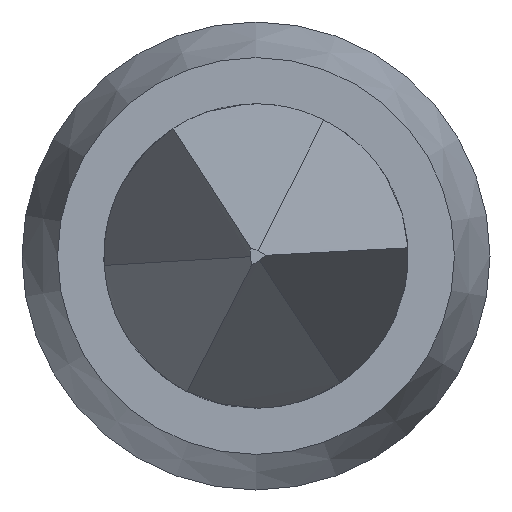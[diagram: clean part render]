
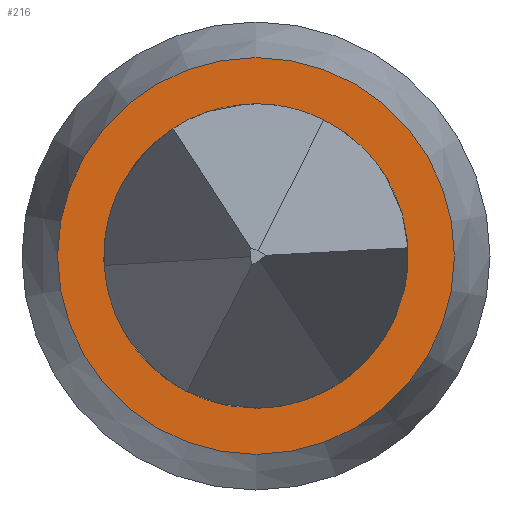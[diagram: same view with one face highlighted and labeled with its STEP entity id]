
A CAD part, left-side view. The second image highlights one B-rep face of the part: STEP entity #216.
In plain terms, the highlighted planar face has unit normal (-1, 0, 0).
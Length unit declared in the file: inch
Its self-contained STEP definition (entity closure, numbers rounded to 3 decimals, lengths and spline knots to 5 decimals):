
#35 = DIRECTION ( 'NONE',  ( 1., 0., 0. ) ) ;
#53 = DIRECTION ( 'NONE',  ( -1., 0., 0. ) ) ;
#210 = PLANE ( 'NONE',  #998 ) ;
#213 = AXIS2_PLACEMENT_3D ( 'NONE', #357, #53, #1023 ) ;
#216 = ADVANCED_FACE ( 'NONE', ( #424, #850 ), #210, .F. ) ;
#238 = VERTEX_POINT ( 'NONE', #1320 ) ;
#328 = EDGE_LOOP ( 'NONE', ( #567 ) ) ;
#357 = CARTESIAN_POINT ( 'NONE',  ( 0., 0., 0. ) ) ;
#413 = DIRECTION ( 'NONE',  ( 0., 0., 1. ) ) ;
#424 = FACE_BOUND ( 'NONE', #328, .T. ) ;
#445 = VERTEX_POINT ( 'NONE', #993 ) ;
#459 = CARTESIAN_POINT ( 'NONE',  ( 0., 0.0103, 0. ) ) ;
#533 = AXIS2_PLACEMENT_3D ( 'NONE', #840, #1294, #413 ) ;
#567 = ORIENTED_EDGE ( 'NONE', *, *, #607, .F. ) ;
#607 = EDGE_CURVE ( 'NONE', #445, #445, #813, .T. ) ;
#813 = CIRCLE ( 'NONE', #213, 0.0079 ) ;
#840 = CARTESIAN_POINT ( 'NONE',  ( 0., 0., 0. ) ) ;
#850 = FACE_OUTER_BOUND ( 'NONE', #1070, .T. ) ;
#897 = CIRCLE ( 'NONE', #533, 0.0103 ) ;
#968 = ORIENTED_EDGE ( 'NONE', *, *, #1013, .T. ) ;
#993 = CARTESIAN_POINT ( 'NONE',  ( 0., 0., -0.0079 ) ) ;
#998 = AXIS2_PLACEMENT_3D ( 'NONE', #459, #35, #1102 ) ;
#1013 = EDGE_CURVE ( 'NONE', #238, #238, #897, .T. ) ;
#1023 = DIRECTION ( 'NONE',  ( 0., 0., -1. ) ) ;
#1070 = EDGE_LOOP ( 'NONE', ( #968 ) ) ;
#1102 = DIRECTION ( 'NONE',  ( 0., 0., -1. ) ) ;
#1294 = DIRECTION ( 'NONE',  ( -1., 0., 0. ) ) ;
#1320 = CARTESIAN_POINT ( 'NONE',  ( 0., 0., 0.0103 ) ) ;
